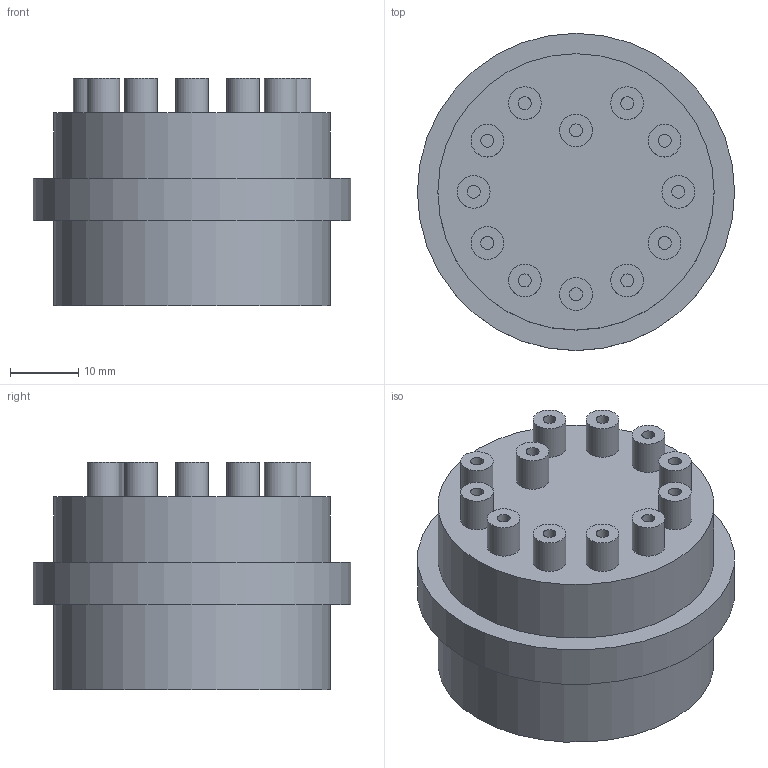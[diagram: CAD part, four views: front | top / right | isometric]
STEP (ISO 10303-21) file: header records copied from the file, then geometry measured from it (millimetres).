
FILE_DESCRIPTION(/* description */ (''),/* implementation_level */ '2;1');
FILE_NAME(/* name */ 'AT12F.stp',/* time_stamp */ '2014-11-11T14:46:06+01:00',/* author */ ('sh'),/* organization */ (''),/* preprocessor_version */ 'ST-DEVELOPER v15.2',/* originating_system */ 'Autodesk Inventor 2014',/* authorisation */ '');
FILE_SCHEMA (('AUTOMOTIVE_DESIGN { 1 0 10303 214 3 1 1 }'));
Length unit declared in the file: millimetre
Products named in the file (1): AT12F
Bounding box: 46.5 x 46.5 x 33.4 mm (x, y, z)
Volume: 35806.2 mm3; surface area: 11852.9 mm2
Topology: 1 solids, 1 shells, 332 faces, 813 edges, 542 vertices
Faces by surface type: plane 165, bspline 128, cylinder 39
Full cylindrical faces by diameter (mm): 1.9 x12, 4.8 x24, 40.5 x2, 46.5 x1
Entity records: 10526 total; most frequent: CARTESIAN_POINT 3313, ORIENTED_EDGE 1548, DIRECTION 1006, EDGE_CURVE 774, VERTEX_POINT 542, LINE 440, VECTOR 440, EDGE_LOOP 430
